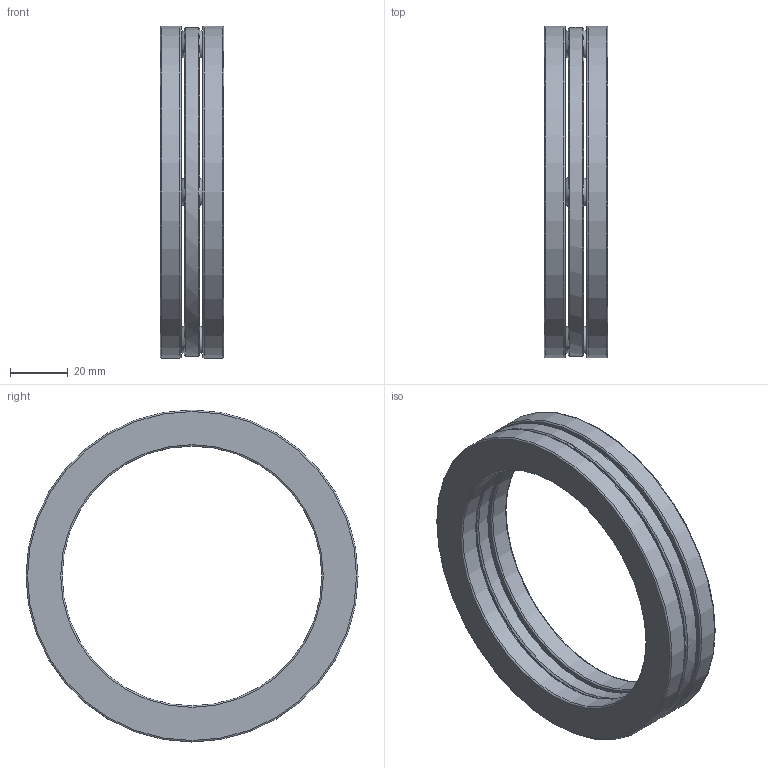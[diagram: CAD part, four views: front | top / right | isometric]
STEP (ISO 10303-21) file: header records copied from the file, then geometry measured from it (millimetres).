
FILE_DESCRIPTION (( 'STEP AP203' ), '1' );
FILE_NAME ('2917-ABB.step', '2017-03-07T16:43:10', ( '' ), ( '' ), 'SwSTEP 2.0', 'SolidWorks 2017', '' );
FILE_SCHEMA (( 'CONFIG_CONTROL_DESIGN' ));
Length unit declared in the file: inch
Products named in the file (1): 2917-ABB
Bounding box: 22 x 115.01 x 115.01 mm (x, y, z)
Volume: 72680.8 mm3; surface area: 37763.9 mm2
Topology: 7 solids, 7 shells, 42 faces, 112 edges, 68 vertices
Faces by surface type: plane 14, torus 10, cylinder 10, sphere 4, cone 4
Full cylindrical faces by diameter (mm): 11.379 x4, 89.992 x2, 91.008 x1, 113.995 x1, 115.011 x2
Entity records: 1303 total; most frequent: CARTESIAN_POINT 347, DIRECTION 198, ORIENTED_EDGE 144, AXIS2_PLACEMENT_3D 99, EDGE_CURVE 72, EDGE_LOOP 68, FACE_OUTER_BOUND 58, VERTEX_POINT 56
